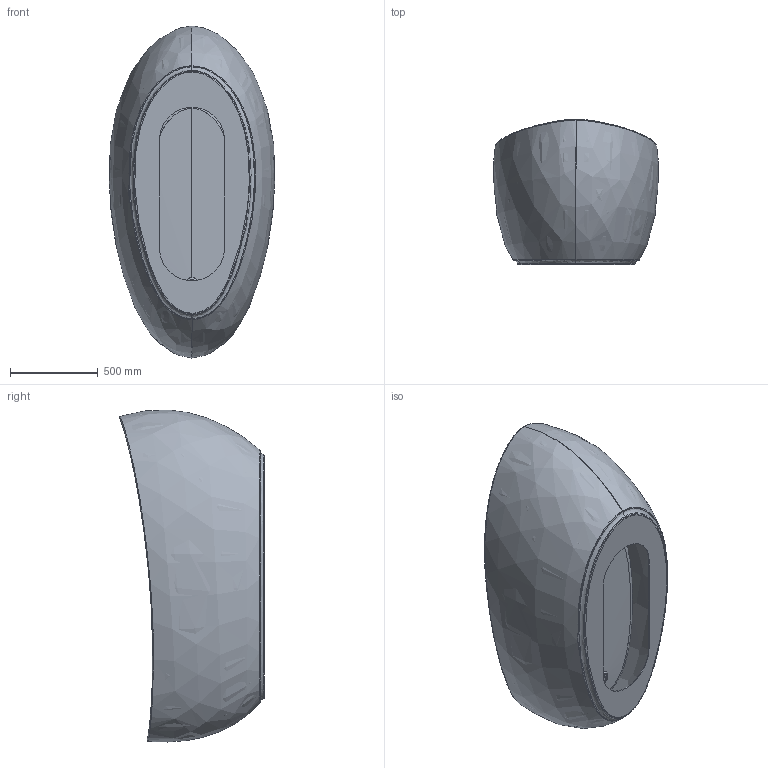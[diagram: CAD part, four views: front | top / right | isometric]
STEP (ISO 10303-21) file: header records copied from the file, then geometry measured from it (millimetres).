
FILE_DESCRIPTION((''),'2;1');
FILE_NAME('AVEO_NEWGEN_SOLID_2_ASM','2023-11-22T15:10:05',('hegemanc'),('Villeroy & Boch Wellness bv'),'CREO PARAMETRIC BY PTC INC, 2022414','CREO PARAMETRIC BY PTC INC, 2022414','');
FILE_SCHEMA(('AP242_MANAGED_MODEL_BASED_3D_ENGINEERING_MIM_LF { 1 0 10303 442 1 1 4 }'));
Length unit declared in the file: millimetre
Products named in the file (6): AVEO_NEWGEN_SOLID__AF1; PE_204_26_0000-A5-270422-DREHGR; PE_204_25_0000-A4-270422-ZIERRI; ZICHTDELENSANIT_ASM; V3P1607-081; AVEO_NEWGEN_SOLID_2_ASM
Assembly tree (5 placements, depth 3):
  AVEO_NEWGEN_SOLID_2_ASM
    AVEO_NEWGEN_SOLID__AF1
    ZICHTDELENSANIT_ASM
      PE_204_26_0000-A5-270422-DREHGR
      PE_204_25_0000-A4-270422-ZIERRI
    V3P1607-081
Bounding box: 946.52 x 827.83 x 1896.01 mm (x, y, z)
Volume: 21857577.2 mm3; surface area: 11851624 mm2
Topology: 4 solids, 4 shells, 1286 faces, 3443 edges, 2212 vertices
Faces by surface type: plane 774, cylinder 168, bspline 140, torus 102, cone 82, sphere 20
Entity records: 72709 total; most frequent: CARTESIAN_POINT 28688, ORIENTED_EDGE 6824, DIRECTION 5933, EDGE_CURVE 3412, PRESENTATION_STYLE_ASSIGNMENT 3290, STYLED_ITEM 3290, CURVE_STYLE 3282, VECTOR 2223
